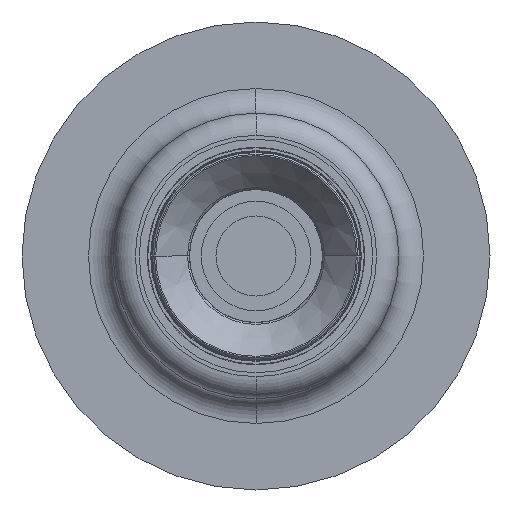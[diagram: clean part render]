
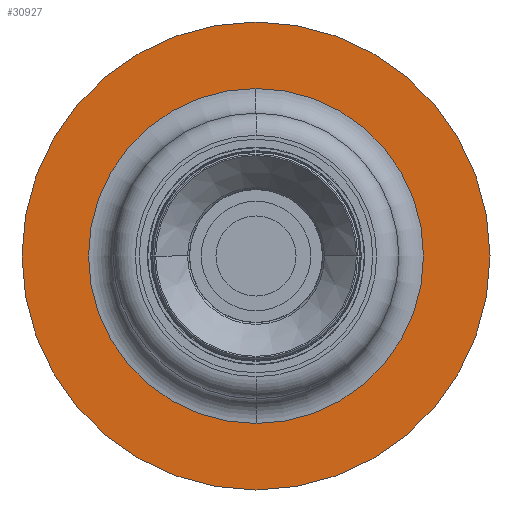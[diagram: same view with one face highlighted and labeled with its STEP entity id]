
A CAD part, front view. The second image highlights one B-rep face of the part: STEP entity #30927.
In plain terms, the highlighted planar face has unit normal (0, -1, 0).
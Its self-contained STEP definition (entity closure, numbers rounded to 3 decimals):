
#8552=CARTESIAN_POINT('',(0.,16.,0.));
#8553=DIRECTION('',(0.,-1.,0.));
#8554=DIRECTION('',(0.,0.,1.));
#8555=AXIS2_PLACEMENT_3D('',#8552,#8553,#8554);
#8560=CARTESIAN_POINT('',(0.,16.,0.));
#8561=DIRECTION('',(0.,1.,0.));
#8562=DIRECTION('',(0.,0.,1.));
#8563=AXIS2_PLACEMENT_3D('',#8560,#8561,#8562);
#8568=CARTESIAN_POINT('',(0.,16.,0.));
#8569=DIRECTION('',(0.,1.,0.));
#8570=DIRECTION('',(0.,0.,-1.));
#8571=AXIS2_PLACEMENT_3D('',#8568,#8569,#8570);
#8576=CARTESIAN_POINT('',(0.,16.,0.));
#8577=DIRECTION('',(0.,1.,0.));
#8578=DIRECTION('',(0.,0.,1.));
#8579=AXIS2_PLACEMENT_3D('',#8576,#8577,#8578);
#24635=CARTESIAN_POINT('',(0.,16.,95.));
#24637=VERTEX_POINT('',#24635);
#24639=CARTESIAN_POINT('',(0.,16.,-95.));
#24641=VERTEX_POINT('',#24639);
#24650=CARTESIAN_POINT('',(0.,16.,-68.));
#24651=CARTESIAN_POINT('',(0.,16.,68.));
#24652=VERTEX_POINT('',#24650);
#24653=VERTEX_POINT('',#24651);
#30912=CARTESIAN_POINT('',(0.,16.,0.));
#30913=DIRECTION('',(0.,-1.,0.));
#30914=DIRECTION('',(0.,0.,1.));
#30915=AXIS2_PLACEMENT_3D('',#30912,#30913,#30914);
#30916=PLANE('',#30915);
#30917=ORIENTED_EDGE('',*,*,#30905,.F.);
#30918=ORIENTED_EDGE('',*,*,#30894,.T.);
#30919=EDGE_LOOP('',(#30917,#30918));
#30920=FACE_OUTER_BOUND('',#30919,.F.);
#30922=ORIENTED_EDGE('',*,*,#30921,.F.);
#30924=ORIENTED_EDGE('',*,*,#30923,.F.);
#30925=EDGE_LOOP('',(#30922,#30924));
#30926=FACE_BOUND('',#30925,.F.);
#8556=CIRCLE('',#8555,95.);
#8564=CIRCLE('',#8563,95.);
#8572=CIRCLE('',#8571,68.);
#8580=CIRCLE('',#8579,68.);
#30894=EDGE_CURVE('',#24637,#24641,#8564,.T.);
#30905=EDGE_CURVE('',#24637,#24641,#8556,.T.);
#30921=EDGE_CURVE('',#24652,#24653,#8572,.T.);
#30923=EDGE_CURVE('',#24653,#24652,#8580,.T.);
#30927=ADVANCED_FACE('',(#30920,#30926),#30916,.T.);
